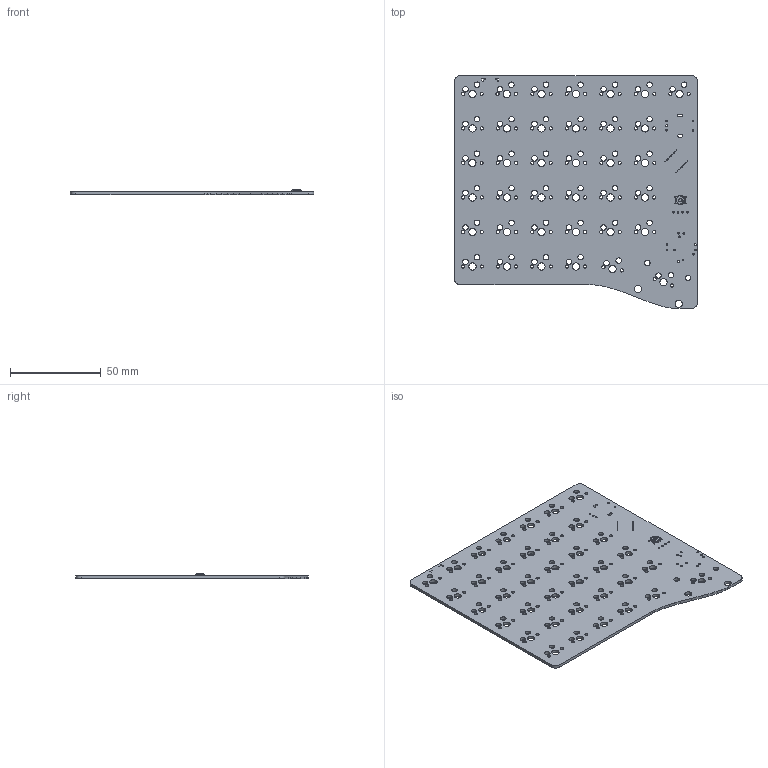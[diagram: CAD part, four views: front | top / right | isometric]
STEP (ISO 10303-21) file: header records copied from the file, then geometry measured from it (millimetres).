
FILE_DESCRIPTION(('KiCad electronic assembly'),'2;1');
FILE_NAME('alleycat_left.step','2022-09-10T18:00:15',('Pcbnew'),('Kicad' ),'Open CASCADE STEP processor 7.6','KiCad to STEP converter', 'Unknown');
FILE_SCHEMA(('AUTOMOTIVE_DESIGN { 1 0 10303 214 1 1 1 1 }'));
Length unit declared in the file: millimetre
Products named in the file (4): alleycat_left 1; SW_SPST_TL3342; SOLID; alleycat_left PCB
Assembly tree (3 placements, depth 3):
  alleycat_left 1
    SW_SPST_TL3342
      SOLID
    alleycat_left PCB
Bounding box: 134 x 128 x 3.19 mm (x, y, z)
Volume: 23427.5 mm3; surface area: 32912.4 mm2
Topology: 2 solids, 3 shells, 465 faces, 1323 edges, 871 vertices
Faces by surface type: cylinder 241, bspline 193, plane 31
Full cylindrical faces by diameter (mm): 0.4 x18, 0.6 x2, 1 x20, 1.75 x74, 3 x74, 3.048 x2, 3.988 x39
Entity records: 36009 total; most frequent: CARTESIAN_POINT 11796, DIRECTION 2982, ORIENTED_EDGE 2646, PCURVE 2646, DEFINITIONAL_REPRESENTATION 2646, LINE 1466, VECTOR 1466, B_SPLINE_CURVE_WITH_KNOTS 1405
